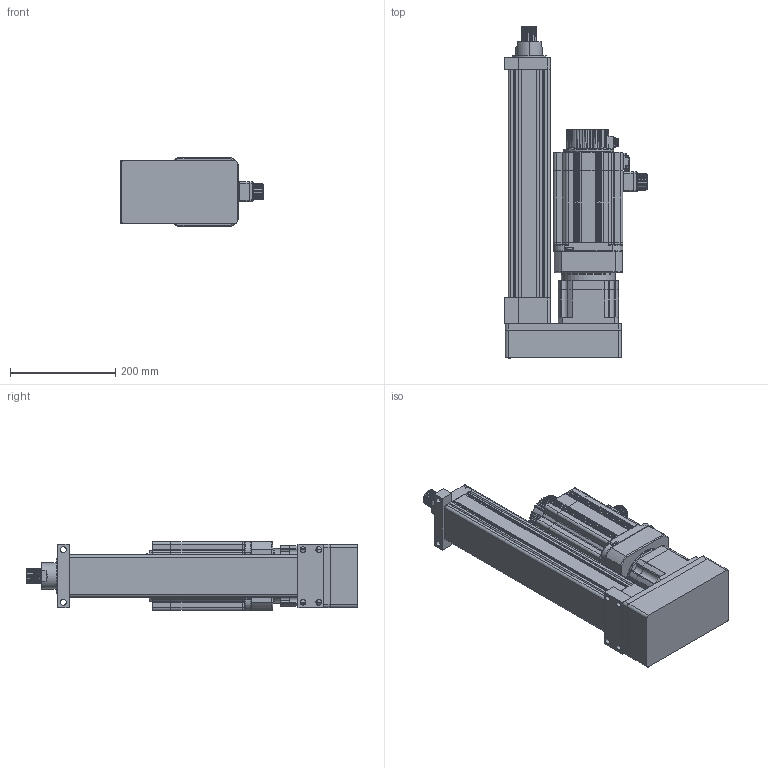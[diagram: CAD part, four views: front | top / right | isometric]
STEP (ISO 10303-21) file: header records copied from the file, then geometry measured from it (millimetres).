
FILE_DESCRIPTION (( 'STEP AP203' ), '1' );
FILE_NAME ('RLA80-10WS-23KN-R300-111mm-s.STEP', '2025-01-09T00:17:31', ( '微软用户' ), ( '微软中国' ), 'SwSTEP 2.0', 'SolidWorks 2022', '' );
FILE_SCHEMA (( 'CONFIG_CONTROL_DESIGN' ));
Length unit declared in the file: millimetre
Products named in the file (24): 130________200917.STEP; ______ M3X10.STEP; SC________ MS3102A20-18P.STEP; ______ M3X8.STEP; __________200912.STEP; V7E-M13A-3R020-□2; V7-130#____________________.STEP; V7-130#____________________-1.STEP; ____200901.STEP; RLA80-10WS-23KN-R300-111mm-s; 130________200902.STEP; ______ M3X30.STEP; __________200909.STEP; V7E-M13A-3R020-□2.STEP; __200907.STEP; SC________200908_9__.STEP; SC______200903-4______.STEP; ________ M2X8.STEP; SC________ 16M-9H.STEP; 80缸行程300卧式安装折叠; PGH115-L1-24-110-145-M8-A25; ____ D00B999YF7-TC 30-42-7.STEP; ____1^V7-130#____________________200927.STEP; ______ M6X20.STEP
Assembly tree (38 placements, depth 6):
  RLA80-10WS-23KN-R300-111mm-s
    PGH115-L1-24-110-145-M8-A25
    V7E-M13A-3R020-□2
      V7E-M13A-3R020-□2.STEP
        V7-130#____________________.STEP
          130________200917.STEP
            130________200902.STEP
          ______ M6X20.STEP  x4
        V7-130#____________________-1.STEP
          __200907.STEP
        SC________ 16M-9H.STEP
        SC________200908_9__.STEP
        ______ M3X10.STEP  x4
        ________ M2X8.STEP  x4
        ____ D00B999YF7-TC 30-42-7.STEP
        ____1^V7-130#____________________200927.STEP
        ____200901.STEP
        __________200909.STEP
        SC______200903-4______.STEP
        SC________ MS3102A20-18P.STEP
        __________200912.STEP
        ______ M3X8.STEP  x4
        ______ M3X30.STEP  x4
    80缸行程300卧式安装折叠
Bounding box: 270.3 x 631 x 131 mm (x, y, z)
Volume: 6132885.9 mm3; surface area: 1036710.1 mm2
Topology: 53 solids, 54 shells, 4075 faces, 9879 edges, 5823 vertices
Faces by surface type: cylinder 1617, plane 1109, bspline 884, cone 379, torus 78, sphere 8
Entity records: 148507 total; most frequent: CARTESIAN_POINT 64549, ORIENTED_EDGE 17504, DIRECTION 16361, EDGE_CURVE 8752, AXIS2_PLACEMENT_3D 6384, VERTEX_POINT 5289, EDGE_LOOP 4029, ADVANCED_FACE 3700
